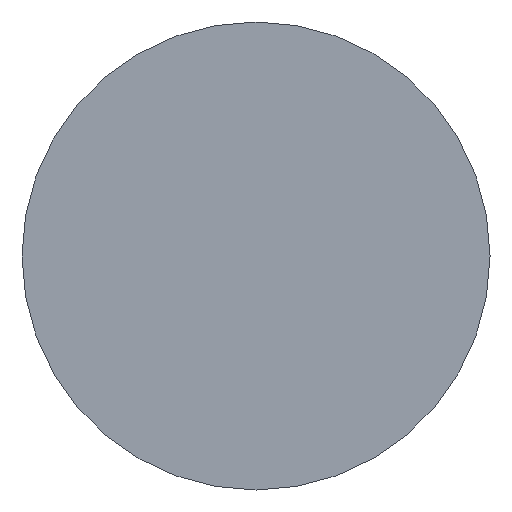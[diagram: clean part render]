
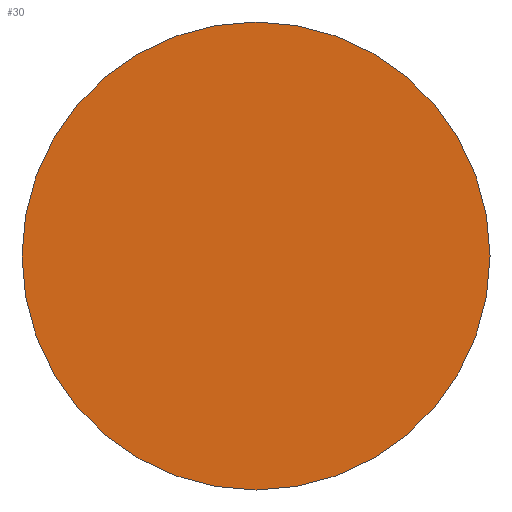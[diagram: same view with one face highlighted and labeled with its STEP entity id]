
A CAD part, front view. The second image highlights one B-rep face of the part: STEP entity #30.
In plain terms, the highlighted planar face has unit normal (0, -1, 0).
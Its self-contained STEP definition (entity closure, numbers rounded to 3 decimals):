
#30 = ADVANCED_FACE ( 'NONE', ( #192 ), #196, .T. ) ;
#39 = DIRECTION ( 'NONE',  ( 0., 0., -1. ) ) ;
#54 = DIRECTION ( 'NONE',  ( 0., 0., -1. ) ) ;
#55 = VERTEX_POINT ( 'NONE', #235 ) ;
#60 = AXIS2_PLACEMENT_3D ( 'NONE', #249, #159, #272 ) ;
#62 = CIRCLE ( 'NONE', #126, 5. ) ;
#70 = ORIENTED_EDGE ( 'NONE', *, *, #104, .T. ) ;
#85 = AXIS2_PLACEMENT_3D ( 'NONE', #148, #151, #39 ) ;
#86 = EDGE_CURVE ( 'NONE', #55, #144, #62, .T. ) ;
#89 = DIRECTION ( 'NONE',  ( 0., -1., 0. ) ) ;
#104 = EDGE_CURVE ( 'NONE', #144, #55, #147, .T. ) ;
#126 = AXIS2_PLACEMENT_3D ( 'NONE', #222, #89, #54 ) ;
#144 = VERTEX_POINT ( 'NONE', #169 ) ;
#147 = CIRCLE ( 'NONE', #60, 5. ) ;
#148 = CARTESIAN_POINT ( 'NONE',  ( 0., 0., 0. ) ) ;
#151 = DIRECTION ( 'NONE',  ( 0., -1., 0. ) ) ;
#159 = DIRECTION ( 'NONE',  ( 0., -1., 0. ) ) ;
#169 = CARTESIAN_POINT ( 'NONE',  ( 0., 0., 5. ) ) ;
#187 = ORIENTED_EDGE ( 'NONE', *, *, #86, .T. ) ;
#192 = FACE_OUTER_BOUND ( 'NONE', #213, .T. ) ;
#196 = PLANE ( 'NONE',  #85 ) ;
#213 = EDGE_LOOP ( 'NONE', ( #187, #70 ) ) ;
#222 = CARTESIAN_POINT ( 'NONE',  ( 0., 0., 0. ) ) ;
#235 = CARTESIAN_POINT ( 'NONE',  ( 0., 0., -5. ) ) ;
#249 = CARTESIAN_POINT ( 'NONE',  ( 0., 0., 0. ) ) ;
#272 = DIRECTION ( 'NONE',  ( 0., 0., -1. ) ) ;
